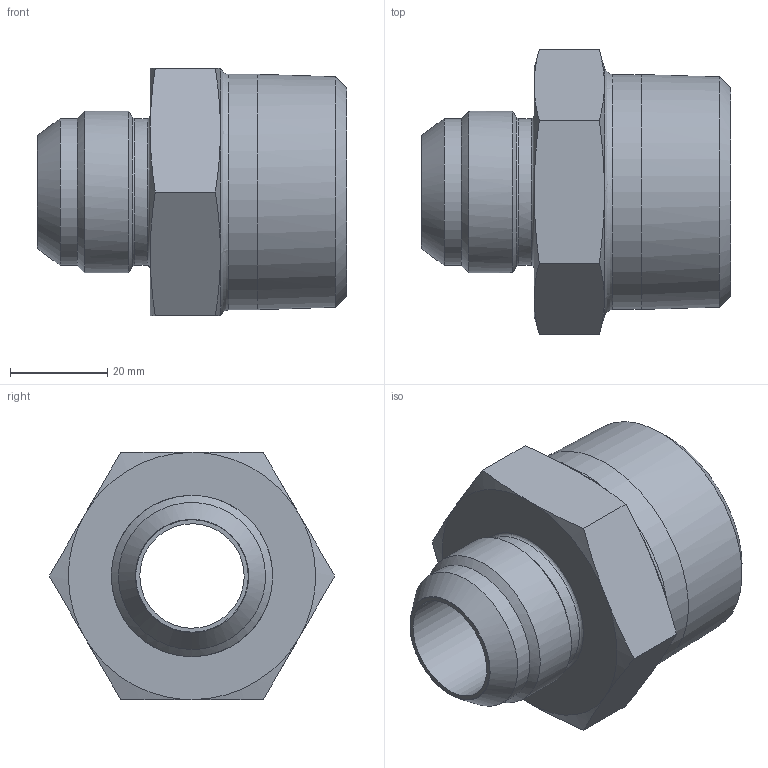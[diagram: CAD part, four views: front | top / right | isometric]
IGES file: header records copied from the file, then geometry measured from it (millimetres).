
Global section: file name: 16-24_FTX-S; native system: Autodesk Inventor 2016; preprocessor: unknown; author: jw03350; date: 20170822.165122; units: inch
Bounding box: 63.5 x 58.66 x 50.8 mm (x, y, z)
Volume: 50409.4 mm3; surface area: 17455.1 mm2
Topology: 1 solids, 1 shells, 49 faces, 112 edges, 66 vertices
Faces by surface type: bspline 49
